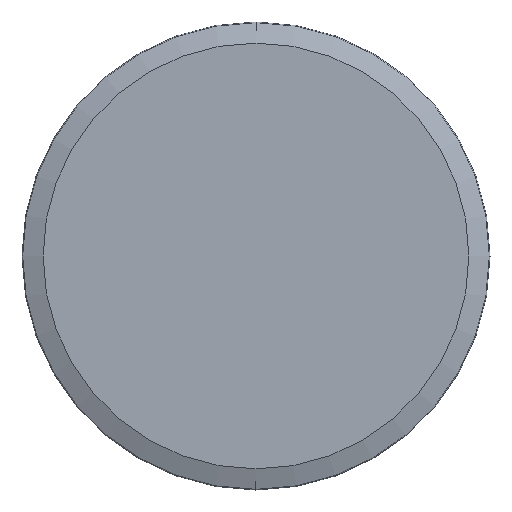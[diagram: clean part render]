
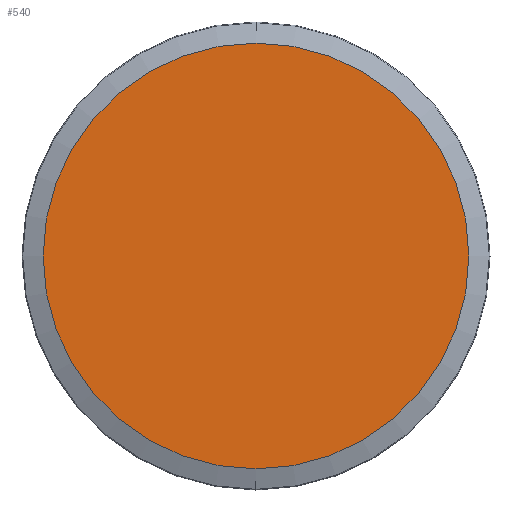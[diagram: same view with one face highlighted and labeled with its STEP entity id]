
A CAD part, left-side view. The second image highlights one B-rep face of the part: STEP entity #540.
In plain terms, the highlighted planar face has unit normal (-1, 0, 0).
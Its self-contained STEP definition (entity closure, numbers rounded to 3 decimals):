
#6 = CARTESIAN_POINT ( 'NONE',  ( 0., 0., -121.911 ) ) ;
#87 = ORIENTED_EDGE ( 'NONE', *, *, #286, .T. ) ;
#131 = CARTESIAN_POINT ( 'NONE',  ( 0., 0., 0. ) ) ;
#158 = DIRECTION ( 'NONE',  ( 0., 0., 1. ) ) ;
#187 = CIRCLE ( 'NONE', #521, 121.911 ) ;
#188 = PLANE ( 'NONE',  #280 ) ;
#255 = ORIENTED_EDGE ( 'NONE', *, *, #388, .T. ) ;
#263 = DIRECTION ( 'NONE',  ( -1., 0., 0. ) ) ;
#277 = CARTESIAN_POINT ( 'NONE',  ( 0., 0., 121.911 ) ) ;
#279 = AXIS2_PLACEMENT_3D ( 'NONE', #435, #263, #441 ) ;
#280 = AXIS2_PLACEMENT_3D ( 'NONE', #131, #320, #496 ) ;
#286 = EDGE_CURVE ( 'NONE', #525, #447, #187, .T. ) ;
#320 = DIRECTION ( 'NONE',  ( 1., 0., 0. ) ) ;
#388 = EDGE_CURVE ( 'NONE', #447, #525, #409, .T. ) ;
#409 = CIRCLE ( 'NONE', #279, 121.911 ) ;
#421 = CARTESIAN_POINT ( 'NONE',  ( 0., 0., 0. ) ) ;
#435 = CARTESIAN_POINT ( 'NONE',  ( 0., 0., 0. ) ) ;
#441 = DIRECTION ( 'NONE',  ( 0., 0., 1. ) ) ;
#444 = EDGE_LOOP ( 'NONE', ( #255, #87 ) ) ;
#447 = VERTEX_POINT ( 'NONE', #6 ) ;
#448 = FACE_OUTER_BOUND ( 'NONE', #444, .T. ) ;
#496 = DIRECTION ( 'NONE',  ( 0., 0., -1. ) ) ;
#521 = AXIS2_PLACEMENT_3D ( 'NONE', #421, #561, #158 ) ;
#525 = VERTEX_POINT ( 'NONE', #277 ) ;
#540 = ADVANCED_FACE ( 'NONE', ( #448 ), #188, .F. ) ;
#561 = DIRECTION ( 'NONE',  ( -1., 0., 0. ) ) ;
